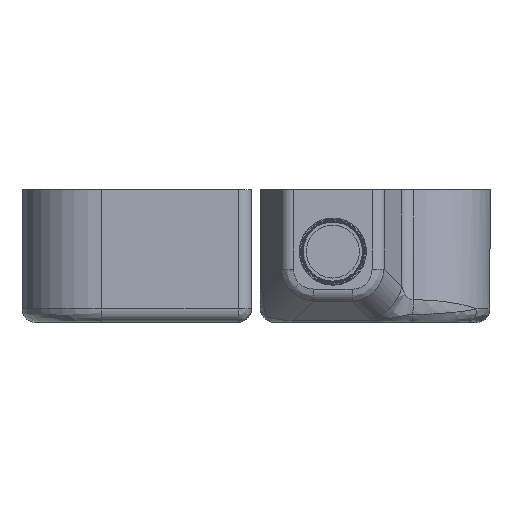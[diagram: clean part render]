
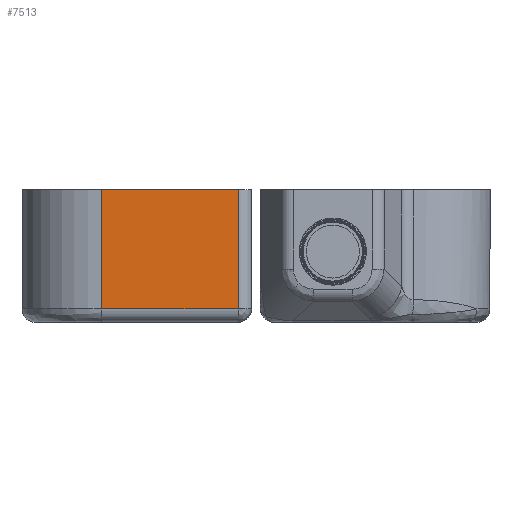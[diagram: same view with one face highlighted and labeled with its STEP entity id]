
A CAD part, left-side view. The second image highlights one B-rep face of the part: STEP entity #7513.
In plain terms, the highlighted face is planar.
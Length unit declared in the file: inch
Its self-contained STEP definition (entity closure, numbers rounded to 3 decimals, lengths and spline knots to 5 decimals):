
#399 = DIRECTION ( 'NONE',  ( 0., 0., 1. ) ) ;
#553 = CARTESIAN_POINT ( 'NONE',  ( 0.76772, 0.96457, 0.59055 ) ) ;
#675 = DIRECTION ( 'NONE',  ( 0., 1., 0. ) ) ;
#2013 = CARTESIAN_POINT ( 'NONE',  ( 0.76772, 0.96457, 0.05906 ) ) ;
#2668 = DIRECTION ( 'NONE',  ( 0., 0., -1. ) ) ;
#2702 = ORIENTED_EDGE ( 'NONE', *, *, #14685, .F. ) ;
#3351 = CARTESIAN_POINT ( 'NONE',  ( 0.76772, 0., 0.59055 ) ) ;
#3618 = DIRECTION ( 'NONE',  ( -1., 0., 0. ) ) ;
#3910 = ORIENTED_EDGE ( 'NONE', *, *, #9962, .F. ) ;
#4058 = CARTESIAN_POINT ( 'NONE',  ( 0.76772, 0.96457, 0.59055 ) ) ;
#5132 = CARTESIAN_POINT ( 'NONE',  ( 0.76772, 0.35433, 0.05906 ) ) ;
#5725 = VERTEX_POINT ( 'NONE', #2013 ) ;
#5821 = ORIENTED_EDGE ( 'NONE', *, *, #10857, .F. ) ;
#6088 = FACE_OUTER_BOUND ( 'NONE', #9930, .T. ) ;
#6946 = VECTOR ( 'NONE', #675, 39.37008 ) ;
#7119 = VERTEX_POINT ( 'NONE', #553 ) ;
#7513 = ADVANCED_FACE ( 'NONE', ( #6088 ), #19216, .F. ) ;
#7983 = LINE ( 'NONE', #12474, #15730 ) ;
#8632 = CARTESIAN_POINT ( 'NONE',  ( 0.76772, 0.35433, 0.59055 ) ) ;
#9804 = CARTESIAN_POINT ( 'NONE',  ( 0.76772, 0., 0.59055 ) ) ;
#9930 = EDGE_LOOP ( 'NONE', ( #3910, #2702, #5821, #15742 ) ) ;
#9962 = EDGE_CURVE ( 'NONE', #5725, #18624, #7983, .T. ) ;
#10118 = EDGE_CURVE ( 'NONE', #18624, #12876, #15979, .T. ) ;
#10161 = LINE ( 'NONE', #3351, #6946 ) ;
#10857 = EDGE_CURVE ( 'NONE', #12876, #7119, #10161, .T. ) ;
#10888 = DIRECTION ( 'NONE',  ( 0., -1., 0. ) ) ;
#11347 = AXIS2_PLACEMENT_3D ( 'NONE', #9804, #3618, #399 ) ;
#11790 = LINE ( 'NONE', #4058, #20315 ) ;
#12474 = CARTESIAN_POINT ( 'NONE',  ( 0.76772, 0., 0.05906 ) ) ;
#12755 = CARTESIAN_POINT ( 'NONE',  ( 0.76772, 0.35433, 0.59055 ) ) ;
#12876 = VERTEX_POINT ( 'NONE', #12755 ) ;
#14176 = VECTOR ( 'NONE', #15174, 39.37008 ) ;
#14685 = EDGE_CURVE ( 'NONE', #7119, #5725, #11790, .T. ) ;
#15174 = DIRECTION ( 'NONE',  ( 0., 0., 1. ) ) ;
#15730 = VECTOR ( 'NONE', #10888, 39.37008 ) ;
#15742 = ORIENTED_EDGE ( 'NONE', *, *, #10118, .F. ) ;
#15979 = LINE ( 'NONE', #8632, #14176 ) ;
#18624 = VERTEX_POINT ( 'NONE', #5132 ) ;
#19216 = PLANE ( 'NONE',  #11347 ) ;
#20315 = VECTOR ( 'NONE', #2668, 39.37008 ) ;
